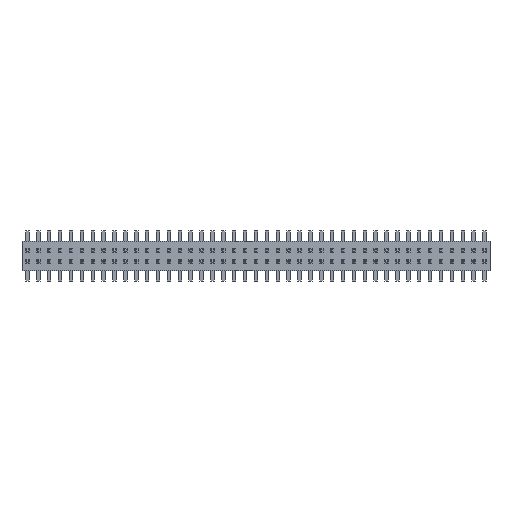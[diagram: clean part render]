
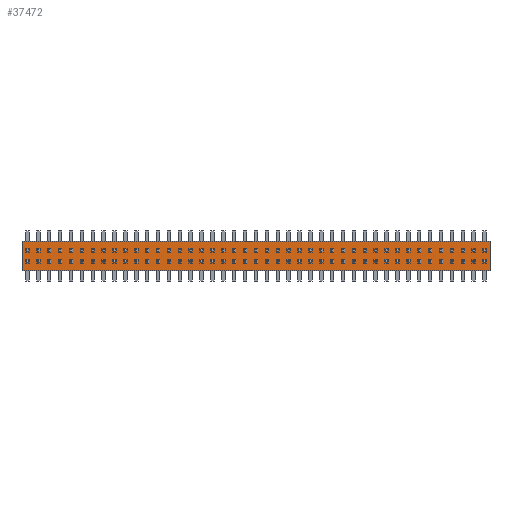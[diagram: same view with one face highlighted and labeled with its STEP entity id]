
A CAD part, top view. The second image highlights one B-rep face of the part: STEP entity #37472.
In plain terms, the highlighted face is planar.
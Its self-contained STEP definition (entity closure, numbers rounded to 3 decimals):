
#37340 = EDGE_CURVE('',#37341,#37343,#37345,.T.);
#37341 = VERTEX_POINT('',#37342);
#37342 = CARTESIAN_POINT('',(-27.305,1.753,-1.715));
#37343 = VERTEX_POINT('',#37344);
#37344 = CARTESIAN_POINT('',(-27.305,1.753,1.715));
#37345 = LINE('',#37346,#37347);
#37346 = CARTESIAN_POINT('',(-27.305,1.753,-1.715));
#37347 = VECTOR('',#37348,1.);
#37348 = DIRECTION('',(0.,0.,1.));
#37380 = EDGE_CURVE('',#37343,#37381,#37383,.T.);
#37381 = VERTEX_POINT('',#37382);
#37382 = CARTESIAN_POINT('',(27.305,1.753,1.715));
#37383 = LINE('',#37384,#37385);
#37384 = CARTESIAN_POINT('',(-27.305,1.753,1.715));
#37385 = VECTOR('',#37386,1.);
#37386 = DIRECTION('',(1.,0.,0.));
#37411 = EDGE_CURVE('',#37381,#37412,#37414,.T.);
#37412 = VERTEX_POINT('',#37413);
#37413 = CARTESIAN_POINT('',(27.305,1.753,-1.715));
#37414 = LINE('',#37415,#37416);
#37415 = CARTESIAN_POINT('',(27.305,1.753,1.715));
#37416 = VECTOR('',#37417,1.);
#37417 = DIRECTION('',(0.,0.,-1.));
#37442 = EDGE_CURVE('',#37412,#37341,#37443,.T.);
#37443 = LINE('',#37444,#37445);
#37444 = CARTESIAN_POINT('',(27.305,1.753,-1.715));
#37445 = VECTOR('',#37446,1.);
#37446 = DIRECTION('',(-1.,0.,0.));
#37472 = ADVANCED_FACE('',(#37473),#37479,.T.);
#37473 = FACE_BOUND('',#37474,.T.);
#37474 = EDGE_LOOP('',(#37475,#37476,#37477,#37478));
#37475 = ORIENTED_EDGE('',*,*,#37340,.T.);
#37476 = ORIENTED_EDGE('',*,*,#37380,.T.);
#37477 = ORIENTED_EDGE('',*,*,#37411,.T.);
#37478 = ORIENTED_EDGE('',*,*,#37442,.T.);
#37479 = PLANE('',#37480);
#37480 = AXIS2_PLACEMENT_3D('',#37481,#37482,#37483);
#37481 = CARTESIAN_POINT('',(0.,1.753,0.));
#37482 = DIRECTION('',(0.,1.,0.));
#37483 = DIRECTION('',(0.,-0.,1.));
